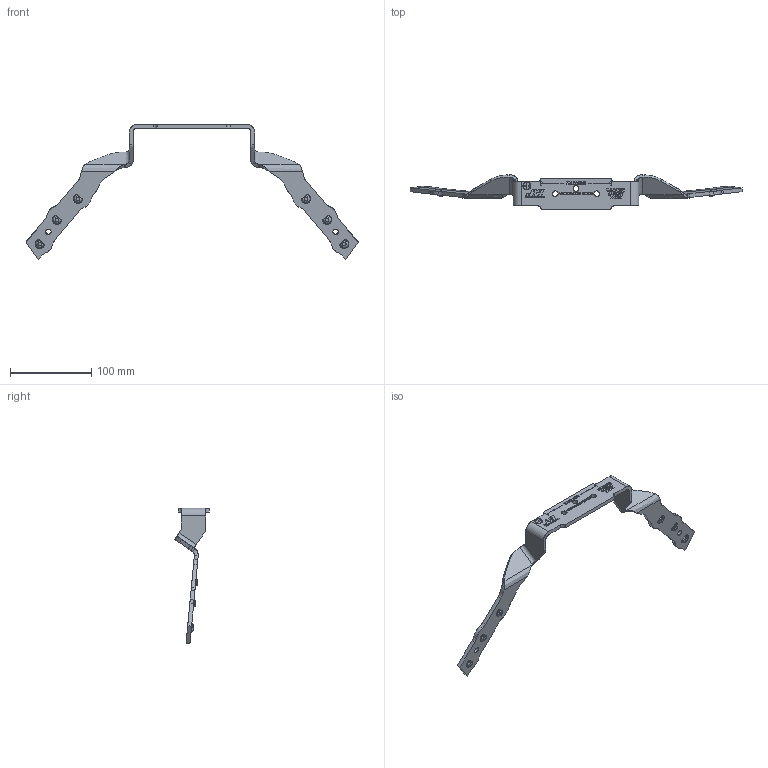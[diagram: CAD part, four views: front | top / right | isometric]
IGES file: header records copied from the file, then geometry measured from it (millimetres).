
Start section: SolidWorks IGES file using analytic representation for surfaces
Global section: file name: VC4_JFinish.IGS; native system: SolidWorks 2010; preprocessor: SolidWorks 2010; author: Heidi; date: 170925.143434; units: inch
Bounding box: 408.39 x 42.27 x 166.73 mm (x, y, z)
Surface area: 40901.3 mm2 (no closed solid volume)
Topology: 0 solids, 0 shells, 890 faces, 9841 edges, 9841 vertices
Faces by surface type: bspline 788, revolution 102
